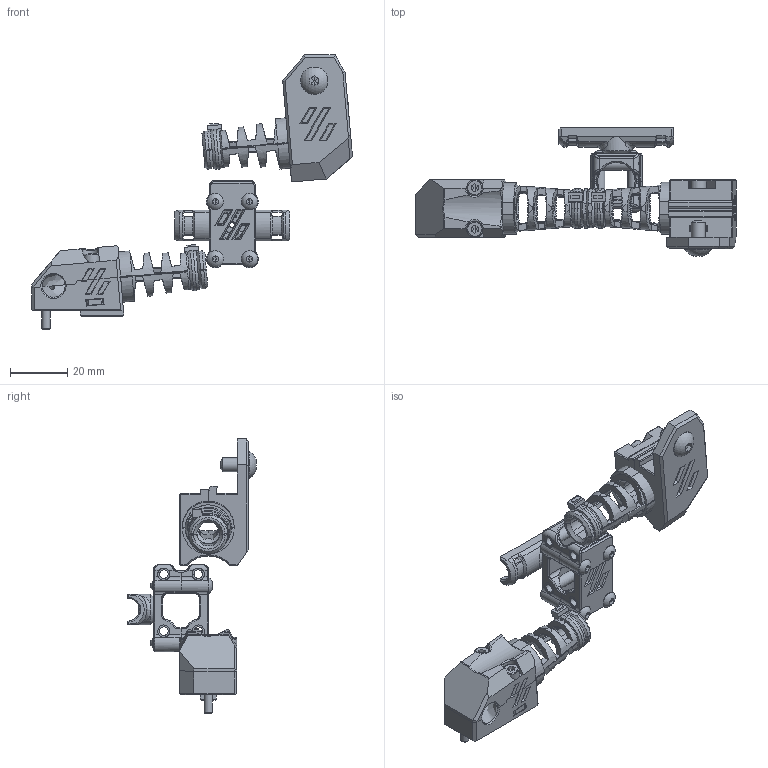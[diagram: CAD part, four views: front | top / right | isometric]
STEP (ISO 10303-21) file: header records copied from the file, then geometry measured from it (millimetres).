
FILE_DESCRIPTION(/* description */ (''),/* implementation_level */ '2;1');
FILE_NAME(/* name */ 'Z_no_chain.step',/* time_stamp */ '2024-01-07T23:21:51+01:00',/* author */ (''),/* organization */ (''),/* preprocessor_version */ 'ST-DEVELOPER v20',/* originating_system */ 'Autodesk Translation Framework v12.14.0.127',/* authorisation */ '');
FILE_SCHEMA (('AUTOMOTIVE_DESIGN { 1 0 10303 214 3 1 1 }'));
Length unit declared in the file: millimetre
Products named in the file (18): Z_no_chain; PUG_8_30; PUG_gantry_mount; PUG_gantry_mount_front; PUG_gantry_mount_back; Hexagon Socket Button Head Screw ISO 7380-1 - M5 x 10 Steel 4.6 Plain
 v1; PUG_bottom_mount; PUG_8_30_1; cable_gland_L; Hexagon Socket Head Cap Screw DIN 912 - M3 x 0.5 x 16 Steel 4.6 Plain
 v1; Square Nut DIN 562 - M3 Steel 6 Plain v1; Hexagon Socket Head Cap Screw DIN 912 - M3 x 0.5 x 10 Steel 4.6 Plain
 v1; ziptie; central; central_back; cable_magnet; central_front; Hexagon Socket Button Head Screw ISO 7380-1 - M3 x 20 Steel 4.6 Plain
 v1
Assembly tree (30 placements, depth 4):
  Z_no_chain
    PUG_8_30
      cable_gland_L  x2
    PUG_gantry_mount
      PUG_gantry_mount_front
      PUG_gantry_mount_back
      Hexagon Socket Button Head Screw ISO 7380-1 - M5 x 10 Steel 4.6 Plain
 v1
      Hexagon Socket Head Cap Screw DIN 912 - M3 x 0.5 x 16 Steel 4.6 Plain
 v1  x2
      Square Nut DIN 562 - M3 Steel 6 Plain v1  x2
      ziptie
    PUG_bottom_mount
      PUG_8_30_1
        cable_gland_L  x2
      Hexagon Socket Head Cap Screw DIN 912 - M3 x 0.5 x 16 Steel 4.6 Plain
 v1  x2
      Square Nut DIN 562 - M3 Steel 6 Plain v1  x2
      Hexagon Socket Head Cap Screw DIN 912 - M3 x 0.5 x 10 Steel 4.6 Plain
 v1
      ziptie
    central
      central_back
      cable_magnet
      central_front
      Hexagon Socket Button Head Screw ISO 7380-1 - M3 x 20 Steel 4.6 Plain
 v1  x4
Bounding box: 111.86 x 44.73 x 95.53 mm (x, y, z)
Volume: 31685.2 mm3; surface area: 30752.1 mm2
Topology: 39 solids, 39 shells, 1725 faces, 4459 edges, 2819 vertices
Faces by surface type: plane 901, cylinder 314, cone 270, bspline 226, torus 9, sphere 5
Full cylindrical faces by diameter (mm): 2 x2, 2.529 x4, 2.7 x4, 2.927 x9, 3 x4, 3.1 x3, 3.3 x18, 4 x4, 4.3 x16, 4.901 x1, 5.5 x6, 5.7 x4, 6 x2, 9.5 x1
Entity records: 40660 total; most frequent: CARTESIAN_POINT 13355, ORIENTED_EDGE 5880, DIRECTION 5116, EDGE_CURVE 2940, VERTEX_POINT 1869, AXIS2_PLACEMENT_3D 1707, LINE 1702, VECTOR 1702
